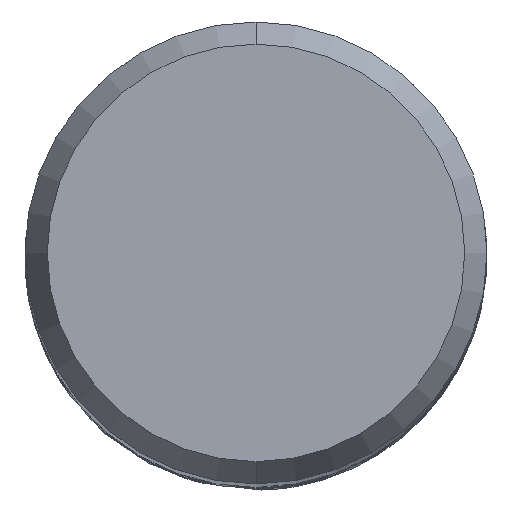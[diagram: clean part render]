
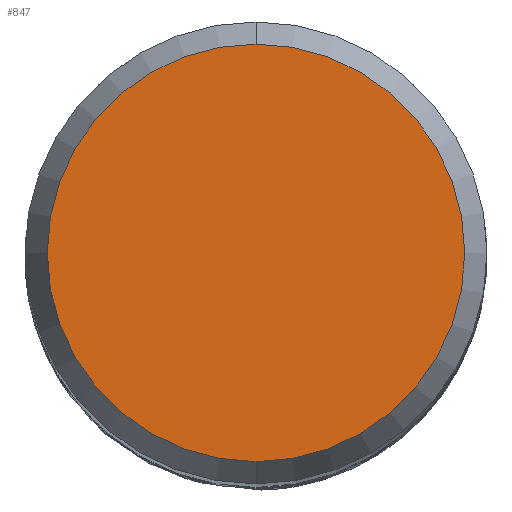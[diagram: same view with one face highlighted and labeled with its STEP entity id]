
A CAD part, top view. The second image highlights one B-rep face of the part: STEP entity #847.
In plain terms, the highlighted planar face has unit normal (0, 0, 1).
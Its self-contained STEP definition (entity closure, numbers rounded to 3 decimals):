
#751=EDGE_CURVE('',#1639,#1399,#1973,.T.);
#847=ADVANCED_FACE('',(#2081),#2082,.T.);
#1399=VERTEX_POINT('',#2682);
#1639=VERTEX_POINT('',#2941);
#1661=EDGE_CURVE('',#1399,#1639,#2964,.T.);
#1973=CIRCLE('',#4341,5.423);
#2081=FACE_OUTER_BOUND('',#4964,.T.);
#2082=PLANE('',#4965);
#2682=CARTESIAN_POINT('',(0.0,5.423,0.0));
#2941=CARTESIAN_POINT('',(0.,-5.423,0.0));
#2964=CIRCLE('',#15834,5.423);
#4341=AXIS2_PLACEMENT_3D('',#17736,#17737,#17738);
#4964=EDGE_LOOP('',(#17861,#17862));
#4965=AXIS2_PLACEMENT_3D('',#17863,#17864,#17865);
#15834=AXIS2_PLACEMENT_3D('',#18664,#18665,#18666);
#17736=CARTESIAN_POINT('',(0.0,0.0,0.0));
#17737=DIRECTION('',(0.0,0.0,-1.0));
#17738=DIRECTION('',(0.0,1.0,0.0));
#17861=ORIENTED_EDGE('',*,*,#1661,.F.);
#17862=ORIENTED_EDGE('',*,*,#751,.F.);
#17863=CARTESIAN_POINT('',(0.0,2.711,0.0));
#17864=DIRECTION('',(-0.0,0.0,1.0));
#17865=DIRECTION('',(0.0,-1.0,0.0));
#18664=CARTESIAN_POINT('',(0.0,0.0,0.0));
#18665=DIRECTION('',(0.0,0.0,-1.0));
#18666=DIRECTION('',(0.0,1.0,0.0));
